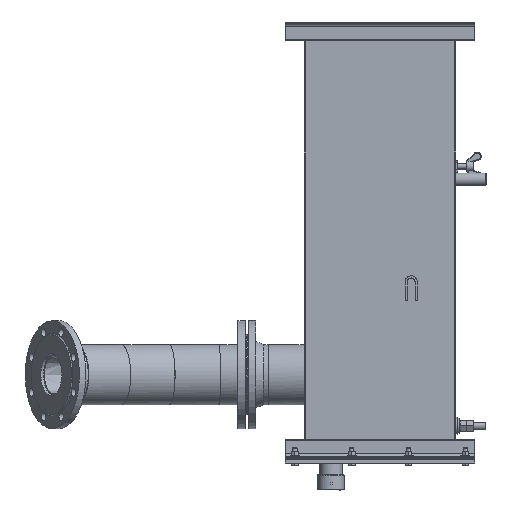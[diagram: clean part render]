
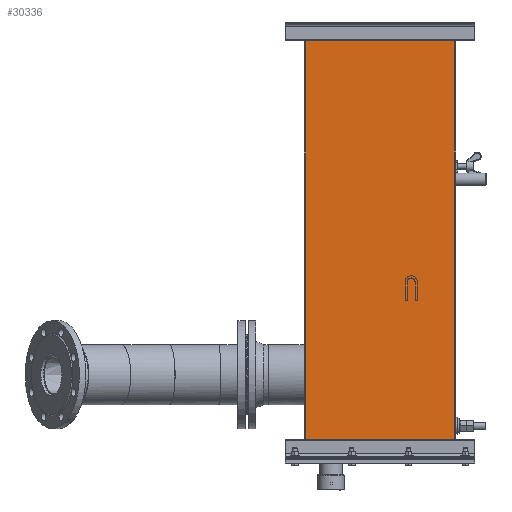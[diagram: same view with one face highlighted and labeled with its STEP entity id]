
A CAD part, front view. The second image highlights one B-rep face of the part: STEP entity #30336.
In plain terms, the highlighted free-form (B-spline) face has degree [1, 1] with [2, 2] control points.
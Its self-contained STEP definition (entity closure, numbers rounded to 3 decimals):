
#30216 = EDGE_CURVE('',#30217,#30219,#30221,.T.);
#30217 = VERTEX_POINT('',#30218);
#30218 = CARTESIAN_POINT('',(-247.461,-186.129,
    -1109.556));
#30219 = VERTEX_POINT('',#30220);
#30220 = CARTESIAN_POINT('',(-247.461,-186.129,
    -174.801));
#30221 = B_SPLINE_CURVE_WITH_KNOTS('',1,(#30222,#30223),.UNSPECIFIED.,
  .F.,.F.,(2,2),(0.,1140.),.PIECEWISE_BEZIER_KNOTS.);
#30222 = CARTESIAN_POINT('',(-247.461,-186.129,
    -1109.556));
#30223 = CARTESIAN_POINT('',(-247.461,-186.129,
    -174.801));
#30252 = EDGE_CURVE('',#30253,#30217,#30255,.T.);
#30253 = VERTEX_POINT('',#30254);
#30254 = CARTESIAN_POINT('',(73.963,-186.129,
    -1109.556));
#30255 = B_SPLINE_CURVE_WITH_KNOTS('',1,(#30256,#30257),.UNSPECIFIED.,
  .F.,.F.,(2,2),(0.,392.),.PIECEWISE_BEZIER_KNOTS.);
#30256 = CARTESIAN_POINT('',(73.963,-186.129,
    -1109.556));
#30257 = CARTESIAN_POINT('',(-247.461,-186.129,
    -1109.556));
#30280 = EDGE_CURVE('',#30281,#30253,#30283,.T.);
#30281 = VERTEX_POINT('',#30282);
#30282 = CARTESIAN_POINT('',(73.963,-186.129,
    -174.801));
#30283 = B_SPLINE_CURVE_WITH_KNOTS('',1,(#30284,#30285),.UNSPECIFIED.,
  .F.,.F.,(2,2),(0.,1140.),.PIECEWISE_BEZIER_KNOTS.);
#30284 = CARTESIAN_POINT('',(73.963,-186.129,
    -174.801));
#30285 = CARTESIAN_POINT('',(73.963,-186.129,
    -1109.556));
#30308 = EDGE_CURVE('',#30219,#30281,#30309,.T.);
#30309 = B_SPLINE_CURVE_WITH_KNOTS('',1,(#30310,#30311),.UNSPECIFIED.,
  .F.,.F.,(2,2),(0.,392.),.PIECEWISE_BEZIER_KNOTS.);
#30310 = CARTESIAN_POINT('',(-247.461,-186.129,
    -174.801));
#30311 = CARTESIAN_POINT('',(73.963,-186.129,
    -174.801));
#30336 = ADVANCED_FACE('',(#30337),#30343,.F.);
#30337 = FACE_BOUND('',#30338,.T.);
#30338 = EDGE_LOOP('',(#30339,#30340,#30341,#30342));
#30339 = ORIENTED_EDGE('',*,*,#30308,.F.);
#30340 = ORIENTED_EDGE('',*,*,#30216,.F.);
#30341 = ORIENTED_EDGE('',*,*,#30252,.F.);
#30342 = ORIENTED_EDGE('',*,*,#30280,.F.);
#30343 = B_SPLINE_SURFACE_WITH_KNOTS('',1,1,(
    (#30344,#30345)
    ,(#30346,#30347
  )),.UNSPECIFIED.,.F.,.F.,.F.,(2,2),(2,2),(-196.,196.),(-570.,570.),
  .PIECEWISE_BEZIER_KNOTS.);
#30344 = CARTESIAN_POINT('',(-247.461,-186.129,
    -174.801));
#30345 = CARTESIAN_POINT('',(-247.461,-186.129,
    -1109.556));
#30346 = CARTESIAN_POINT('',(73.963,-186.129,
    -174.801));
#30347 = CARTESIAN_POINT('',(73.963,-186.129,
    -1109.556));
